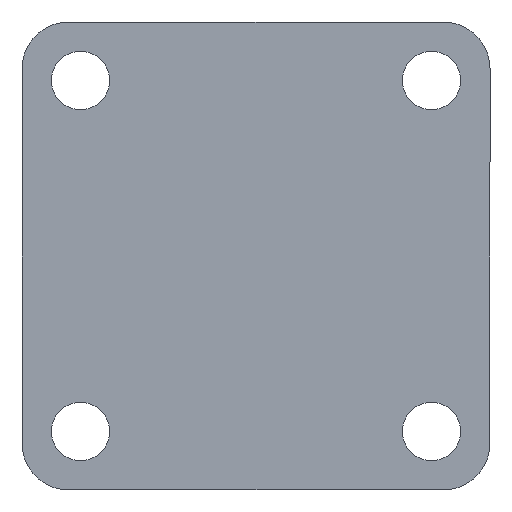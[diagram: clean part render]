
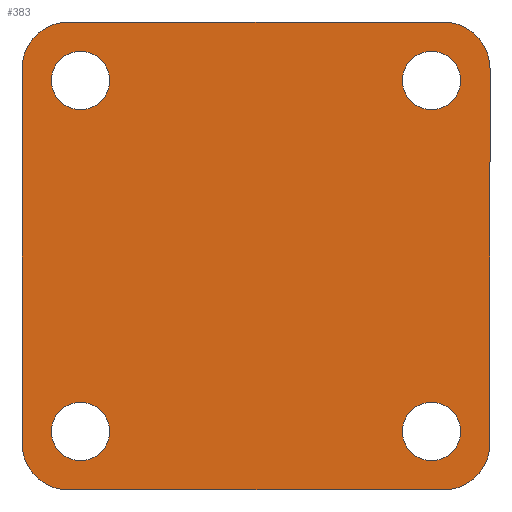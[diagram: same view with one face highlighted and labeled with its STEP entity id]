
A CAD part, front view. The second image highlights one B-rep face of the part: STEP entity #383.
In plain terms, the highlighted planar face has unit normal (0, -1, 0).
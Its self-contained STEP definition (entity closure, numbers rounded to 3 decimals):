
#1 = CARTESIAN_POINT ( 'NONE',  ( -13.609, 0., 15.446 ) ) ;
#4 = CARTESIAN_POINT ( 'NONE',  ( 17.391, 0., -19.554 ) ) ;
#8 = DIRECTION ( 'NONE',  ( 0., 1., 0. ) ) ;
#10 = CARTESIAN_POINT ( 'NONE',  ( 21.391, 0., -19.554 ) ) ;
#13 = DIRECTION ( 'NONE',  ( 0., 0., 1. ) ) ;
#16 = ORIENTED_EDGE ( 'NONE', *, *, #449, .T. ) ;
#20 = DIRECTION ( 'NONE',  ( 1., 0., 0. ) ) ;
#25 = DIRECTION ( 'NONE',  ( 0., 0., 1. ) ) ;
#27 = VERTEX_POINT ( 'NONE', #84 ) ;
#42 = VERTEX_POINT ( 'NONE', #551 ) ;
#44 = VERTEX_POINT ( 'NONE', #392 ) ;
#60 = VECTOR ( 'NONE', #234, 1000. ) ;
#63 = DIRECTION ( 'NONE',  ( 0., 1., 0. ) ) ;
#71 = VECTOR ( 'NONE', #20, 1000. ) ;
#72 = ORIENTED_EDGE ( 'NONE', *, *, #648, .F. ) ;
#73 = EDGE_CURVE ( 'NONE', #252, #557, #111, .T. ) ;
#75 = VERTEX_POINT ( 'NONE', #555 ) ;
#84 = CARTESIAN_POINT ( 'NONE',  ( -14.609, 0., 20.446 ) ) ;
#87 = CARTESIAN_POINT ( 'NONE',  ( 21.391, 0., 16.446 ) ) ;
#92 = AXIS2_PLACEMENT_3D ( 'NONE', #535, #253, #570 ) ;
#98 = VERTEX_POINT ( 'NONE', #87 ) ;
#103 = FACE_BOUND ( 'NONE', #670, .T. ) ;
#106 = DIRECTION ( 'NONE',  ( 0., -1., 0. ) ) ;
#107 = CARTESIAN_POINT ( 'NONE',  ( 16.391, 0., -14.554 ) ) ;
#111 = CIRCLE ( 'NONE', #493, 4. ) ;
#112 = CARTESIAN_POINT ( 'NONE',  ( 0., 0., 0. ) ) ;
#117 = DIRECTION ( 'NONE',  ( 0., 1., 0. ) ) ;
#124 = CIRCLE ( 'NONE', #328, 2.5 ) ;
#126 = ORIENTED_EDGE ( 'NONE', *, *, #247, .T. ) ;
#129 = ORIENTED_EDGE ( 'NONE', *, *, #134, .T. ) ;
#134 = EDGE_CURVE ( 'NONE', #405, #403, #633, .T. ) ;
#135 = CIRCLE ( 'NONE', #622, 4. ) ;
#136 = ORIENTED_EDGE ( 'NONE', *, *, #454, .T. ) ;
#148 = ORIENTED_EDGE ( 'NONE', *, *, #612, .T. ) ;
#151 = EDGE_LOOP ( 'NONE', ( #126, #388 ) ) ;
#153 = DIRECTION ( 'NONE',  ( 0., 0., -1. ) ) ;
#155 = CARTESIAN_POINT ( 'NONE',  ( 16.391, 0., 15.446 ) ) ;
#157 = CIRCLE ( 'NONE', #222, 4. ) ;
#161 = LINE ( 'NONE', #10, #588 ) ;
#168 = DIRECTION ( 'NONE',  ( 0., 1., 0. ) ) ;
#169 = VECTOR ( 'NONE', #221, 1000. ) ;
#172 = DIRECTION ( 'NONE',  ( 0., 0., 1. ) ) ;
#176 = CARTESIAN_POINT ( 'NONE',  ( 16.391, 0., -17.054 ) ) ;
#178 = CIRCLE ( 'NONE', #560, 2.5 ) ;
#188 = CIRCLE ( 'NONE', #498, 4. ) ;
#195 = ORIENTED_EDGE ( 'NONE', *, *, #406, .T. ) ;
#196 = VERTEX_POINT ( 'NONE', #259 ) ;
#202 = FACE_BOUND ( 'NONE', #463, .T. ) ;
#204 = DIRECTION ( 'NONE',  ( 0., 0., -1. ) ) ;
#209 = CARTESIAN_POINT ( 'NONE',  ( -13.609, 0., -17.054 ) ) ;
#214 = FACE_BOUND ( 'NONE', #151, .T. ) ;
#216 = CARTESIAN_POINT ( 'NONE',  ( 16.391, 0., 15.446 ) ) ;
#221 = DIRECTION ( 'NONE',  ( 1., 0., 0. ) ) ;
#222 = AXIS2_PLACEMENT_3D ( 'NONE', #481, #575, #421 ) ;
#233 = CARTESIAN_POINT ( 'NONE',  ( -14.609, 0., -15.554 ) ) ;
#234 = DIRECTION ( 'NONE',  ( 0., 0., 1. ) ) ;
#237 = DIRECTION ( 'NONE',  ( 0., 1., 0. ) ) ;
#247 = EDGE_CURVE ( 'NONE', #450, #44, #295, .T. ) ;
#250 = EDGE_CURVE ( 'NONE', #27, #445, #157, .T. ) ;
#252 = VERTEX_POINT ( 'NONE', #632 ) ;
#253 = DIRECTION ( 'NONE',  ( 0., 1., 0. ) ) ;
#259 = CARTESIAN_POINT ( 'NONE',  ( 17.391, 0., 20.446 ) ) ;
#260 = AXIS2_PLACEMENT_3D ( 'NONE', #112, #106, #204 ) ;
#270 = CARTESIAN_POINT ( 'NONE',  ( 16.391, 0., -14.554 ) ) ;
#275 = CIRCLE ( 'NONE', #331, 2.5 ) ;
#295 = CIRCLE ( 'NONE', #660, 2.5 ) ;
#304 = CIRCLE ( 'NONE', #92, 2.5 ) ;
#308 = CARTESIAN_POINT ( 'NONE',  ( -13.609, 0., -14.554 ) ) ;
#309 = EDGE_CURVE ( 'NONE', #44, #450, #178, .T. ) ;
#310 = PLANE ( 'NONE',  #260 ) ;
#313 = DIRECTION ( 'NONE',  ( 0., 0., 1. ) ) ;
#323 = EDGE_CURVE ( 'NONE', #386, #42, #135, .T. ) ;
#328 = AXIS2_PLACEMENT_3D ( 'NONE', #1, #415, #313 ) ;
#331 = AXIS2_PLACEMENT_3D ( 'NONE', #587, #335, #25 ) ;
#335 = DIRECTION ( 'NONE',  ( 0., 1., 0. ) ) ;
#349 = EDGE_LOOP ( 'NONE', ( #148, #129 ) ) ;
#364 = DIRECTION ( 'NONE',  ( 0., 0., 1. ) ) ;
#366 = DIRECTION ( 'NONE',  ( 0., 0., 1. ) ) ;
#367 = CARTESIAN_POINT ( 'NONE',  ( -18.609, 0., -19.554 ) ) ;
#379 = EDGE_CURVE ( 'NONE', #515, #495, #304, .T. ) ;
#380 = ORIENTED_EDGE ( 'NONE', *, *, #420, .T. ) ;
#383 = ADVANCED_FACE ( 'NONE', ( #214, #103, #576, #466, #202 ), #310, .T. ) ;
#386 = VERTEX_POINT ( 'NONE', #4 ) ;
#388 = ORIENTED_EDGE ( 'NONE', *, *, #309, .T. ) ;
#389 = ORIENTED_EDGE ( 'NONE', *, *, #323, .T. ) ;
#392 = CARTESIAN_POINT ( 'NONE',  ( 16.391, 0., 17.946 ) ) ;
#394 = CIRCLE ( 'NONE', #473, 2.5 ) ;
#403 = VERTEX_POINT ( 'NONE', #209 ) ;
#405 = VERTEX_POINT ( 'NONE', #408 ) ;
#406 = EDGE_CURVE ( 'NONE', #98, #196, #188, .T. ) ;
#407 = ORIENTED_EDGE ( 'NONE', *, *, #625, .F. ) ;
#408 = CARTESIAN_POINT ( 'NONE',  ( -13.609, 0., -12.054 ) ) ;
#410 = DIRECTION ( 'NONE',  ( 0., -1., 0. ) ) ;
#415 = DIRECTION ( 'NONE',  ( 0., 1., 0. ) ) ;
#417 = DIRECTION ( 'NONE',  ( 0., 0., 1. ) ) ;
#419 = CARTESIAN_POINT ( 'NONE',  ( -13.609, 0., 17.946 ) ) ;
#420 = EDGE_CURVE ( 'NONE', #495, #515, #124, .T. ) ;
#421 = DIRECTION ( 'NONE',  ( 0., 0., -1. ) ) ;
#428 = CARTESIAN_POINT ( 'NONE',  ( -13.609, 0., 12.946 ) ) ;
#429 = EDGE_CURVE ( 'NONE', #665, #75, #611, .T. ) ;
#432 = EDGE_LOOP ( 'NONE', ( #16, #195, #72, #518, #407, #604, #136, #389 ) ) ;
#436 = ORIENTED_EDGE ( 'NONE', *, *, #429, .T. ) ;
#444 = LINE ( 'NONE', #655, #71 ) ;
#445 = VERTEX_POINT ( 'NONE', #527 ) ;
#449 = EDGE_CURVE ( 'NONE', #42, #98, #161, .T. ) ;
#450 = VERTEX_POINT ( 'NONE', #483 ) ;
#454 = EDGE_CURVE ( 'NONE', #557, #386, #470, .T. ) ;
#456 = AXIS2_PLACEMENT_3D ( 'NONE', #308, #237, #605 ) ;
#463 = EDGE_LOOP ( 'NONE', ( #436, #509 ) ) ;
#466 = FACE_BOUND ( 'NONE', #349, .T. ) ;
#470 = LINE ( 'NONE', #367, #169 ) ;
#473 = AXIS2_PLACEMENT_3D ( 'NONE', #107, #63, #172 ) ;
#476 = CARTESIAN_POINT ( 'NONE',  ( -14.609, 0., -19.554 ) ) ;
#481 = CARTESIAN_POINT ( 'NONE',  ( -14.609, 0., 16.446 ) ) ;
#483 = CARTESIAN_POINT ( 'NONE',  ( 16.391, 0., 12.946 ) ) ;
#493 = AXIS2_PLACEMENT_3D ( 'NONE', #233, #600, #624 ) ;
#494 = ORIENTED_EDGE ( 'NONE', *, *, #379, .T. ) ;
#495 = VERTEX_POINT ( 'NONE', #428 ) ;
#498 = AXIS2_PLACEMENT_3D ( 'NONE', #634, #629, #153 ) ;
#502 = LINE ( 'NONE', #601, #60 ) ;
#509 = ORIENTED_EDGE ( 'NONE', *, *, #553, .T. ) ;
#515 = VERTEX_POINT ( 'NONE', #419 ) ;
#518 = ORIENTED_EDGE ( 'NONE', *, *, #250, .T. ) ;
#527 = CARTESIAN_POINT ( 'NONE',  ( -18.609, 0., 16.446 ) ) ;
#535 = CARTESIAN_POINT ( 'NONE',  ( -13.609, 0., 15.446 ) ) ;
#551 = CARTESIAN_POINT ( 'NONE',  ( 21.391, 0., -15.554 ) ) ;
#553 = EDGE_CURVE ( 'NONE', #75, #665, #394, .T. ) ;
#555 = CARTESIAN_POINT ( 'NONE',  ( 16.391, 0., -12.054 ) ) ;
#557 = VERTEX_POINT ( 'NONE', #476 ) ;
#560 = AXIS2_PLACEMENT_3D ( 'NONE', #155, #117, #366 ) ;
#567 = DIRECTION ( 'NONE',  ( 0., 0., -1. ) ) ;
#570 = DIRECTION ( 'NONE',  ( 0., 0., 1. ) ) ;
#575 = DIRECTION ( 'NONE',  ( 0., -1., 0. ) ) ;
#576 = FACE_OUTER_BOUND ( 'NONE', #432, .T. ) ;
#587 = CARTESIAN_POINT ( 'NONE',  ( -13.609, 0., -14.554 ) ) ;
#588 = VECTOR ( 'NONE', #364, 1000. ) ;
#600 = DIRECTION ( 'NONE',  ( 0., -1., 0. ) ) ;
#601 = CARTESIAN_POINT ( 'NONE',  ( -18.609, 0., -19.554 ) ) ;
#604 = ORIENTED_EDGE ( 'NONE', *, *, #73, .T. ) ;
#605 = DIRECTION ( 'NONE',  ( 0., 0., 1. ) ) ;
#611 = CIRCLE ( 'NONE', #645, 2.5 ) ;
#612 = EDGE_CURVE ( 'NONE', #403, #405, #275, .T. ) ;
#617 = CARTESIAN_POINT ( 'NONE',  ( 17.391, 0., -15.554 ) ) ;
#622 = AXIS2_PLACEMENT_3D ( 'NONE', #617, #410, #567 ) ;
#624 = DIRECTION ( 'NONE',  ( 0., 0., -1. ) ) ;
#625 = EDGE_CURVE ( 'NONE', #252, #445, #502, .T. ) ;
#629 = DIRECTION ( 'NONE',  ( 0., -1., 0. ) ) ;
#632 = CARTESIAN_POINT ( 'NONE',  ( -18.609, 0., -15.554 ) ) ;
#633 = CIRCLE ( 'NONE', #456, 2.5 ) ;
#634 = CARTESIAN_POINT ( 'NONE',  ( 17.391, 0., 16.446 ) ) ;
#645 = AXIS2_PLACEMENT_3D ( 'NONE', #270, #168, #13 ) ;
#648 = EDGE_CURVE ( 'NONE', #27, #196, #444, .T. ) ;
#655 = CARTESIAN_POINT ( 'NONE',  ( -18.609, 0., 20.446 ) ) ;
#660 = AXIS2_PLACEMENT_3D ( 'NONE', #216, #8, #417 ) ;
#665 = VERTEX_POINT ( 'NONE', #176 ) ;
#670 = EDGE_LOOP ( 'NONE', ( #380, #494 ) ) ;
